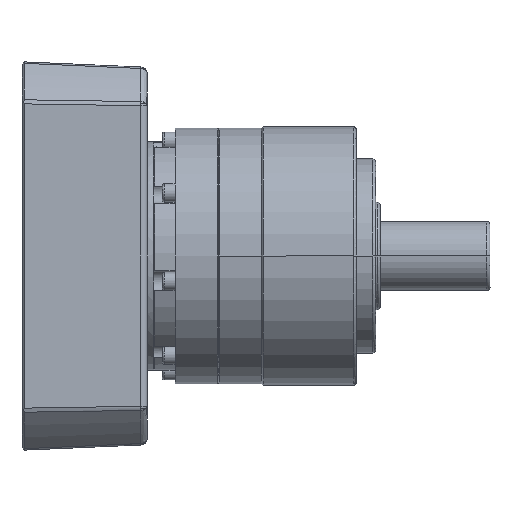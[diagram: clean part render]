
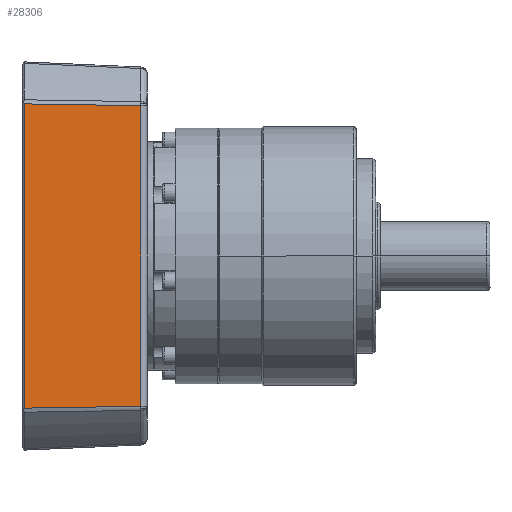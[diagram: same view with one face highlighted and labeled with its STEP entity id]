
A CAD part, front view. The second image highlights one B-rep face of the part: STEP entity #28306.
In plain terms, the highlighted face is planar.
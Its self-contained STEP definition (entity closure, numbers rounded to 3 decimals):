
#977 = VERTEX_POINT ( 'NONE', #27157 ) ;
#1053 = CARTESIAN_POINT ( 'NONE',  ( -69.973, -88.42, 26.804 ) ) ;
#2721 = FACE_OUTER_BOUND ( 'NONE', #6729, .T. ) ;
#3697 = ORIENTED_EDGE ( 'NONE', *, *, #30790, .F. ) ;
#4352 = CARTESIAN_POINT ( 'NONE',  ( 69.692, -87.637, 8.869 ) ) ;
#6729 = EDGE_LOOP ( 'NONE', ( #32331, #3697, #23975, #24296 ) ) ;
#8408 = B_SPLINE_CURVE_WITH_KNOTS ( 'NONE', 3,
 ( #4352, #22350, #28474, #10396 ),
 .UNSPECIFIED., .F., .F.,
 ( 4, 4 ),
 ( 0., 1. ),
 .UNSPECIFIED. ) ;
#9824 = CARTESIAN_POINT ( 'NONE',  ( -70.254, -89.207, 44.848 ) ) ;
#10396 = CARTESIAN_POINT ( 'NONE',  ( 70.535, -90., 63. ) ) ;
#10813 = LINE ( 'NONE', #12383, #24937 ) ;
#11616 = DIRECTION ( 'NONE',  ( -1., 0., 0. ) ) ;
#12223 = CARTESIAN_POINT ( 'NONE',  ( -90., -87.252, 0.06 ) ) ;
#12383 = CARTESIAN_POINT ( 'NONE',  ( -90., -90., 63. ) ) ;
#12861 = CARTESIAN_POINT ( 'NONE',  ( -70.535, -90., 63. ) ) ;
#15221 = DIRECTION ( 'NONE',  ( 0., 0.044, -0.999 ) ) ;
#15398 = DIRECTION ( 'NONE',  ( -1., 0., 0. ) ) ;
#15970 = CARTESIAN_POINT ( 'NONE',  ( -70.535, -90., 63. ) ) ;
#17110 = B_SPLINE_CURVE_WITH_KNOTS ( 'NONE', 3,
 ( #12861, #9824, #1053, #21920 ),
 .UNSPECIFIED., .F., .F.,
 ( 4, 4 ),
 ( 0., 1. ),
 .UNSPECIFIED. ) ;
#18672 = CARTESIAN_POINT ( 'NONE',  ( -69.692, -87.637, 8.869 ) ) ;
#18788 = AXIS2_PLACEMENT_3D ( 'NONE', #12223, #33251, #15221 ) ;
#21920 = CARTESIAN_POINT ( 'NONE',  ( -69.692, -87.637, 8.869 ) ) ;
#22350 = CARTESIAN_POINT ( 'NONE',  ( 69.973, -88.42, 26.804 ) ) ;
#22982 = EDGE_CURVE ( 'NONE', #31711, #30423, #10813, .T. ) ;
#23454 = EDGE_CURVE ( 'NONE', #30423, #34875, #17110, .T. ) ;
#23975 = ORIENTED_EDGE ( 'NONE', *, *, #23976, .T. ) ;
#23976 = EDGE_CURVE ( 'NONE', #977, #31711, #8408, .T. ) ;
#24296 = ORIENTED_EDGE ( 'NONE', *, *, #22982, .T. ) ;
#24937 = VECTOR ( 'NONE', #15398, 1000. ) ;
#27157 = CARTESIAN_POINT ( 'NONE',  ( 69.692, -87.637, 8.869 ) ) ;
#28306 = ADVANCED_FACE ( 'NONE', ( #2721 ), #30018, .T. ) ;
#28474 = CARTESIAN_POINT ( 'NONE',  ( 70.254, -89.207, 44.848 ) ) ;
#29704 = CARTESIAN_POINT ( 'NONE',  ( -45., -87.637, 8.869 ) ) ;
#30018 = PLANE ( 'NONE',  #18788 ) ;
#30423 = VERTEX_POINT ( 'NONE', #15970 ) ;
#30790 = EDGE_CURVE ( 'NONE', #977, #34875, #31132, .T. ) ;
#31132 = LINE ( 'NONE', #29704, #37953 ) ;
#31711 = VERTEX_POINT ( 'NONE', #37322 ) ;
#32331 = ORIENTED_EDGE ( 'NONE', *, *, #23454, .T. ) ;
#33251 = DIRECTION ( 'NONE',  ( 0., -0.999, -0.044 ) ) ;
#34875 = VERTEX_POINT ( 'NONE', #18672 ) ;
#37322 = CARTESIAN_POINT ( 'NONE',  ( 70.535, -90., 63. ) ) ;
#37953 = VECTOR ( 'NONE', #11616, 1000. ) ;
